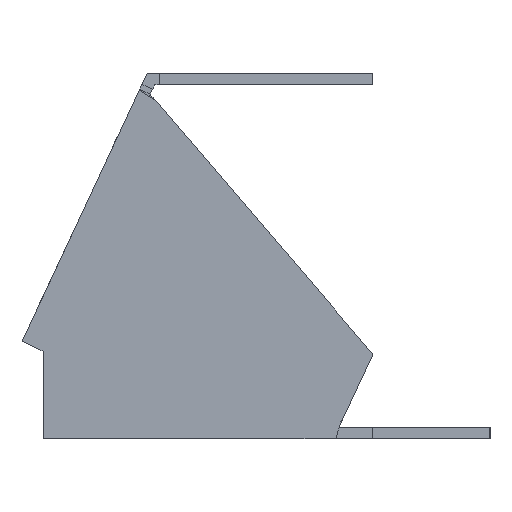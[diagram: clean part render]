
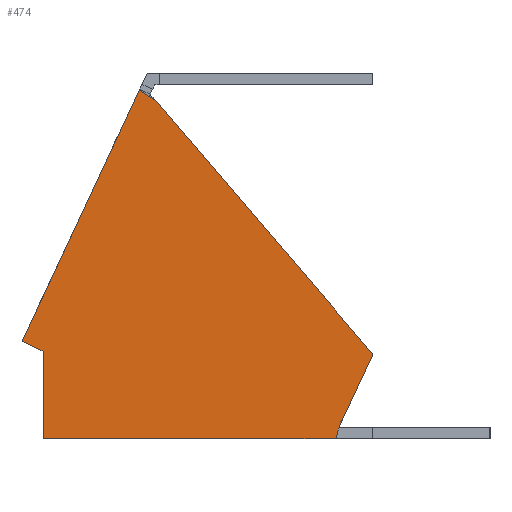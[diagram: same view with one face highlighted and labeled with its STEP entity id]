
A CAD part, left-side view. The second image highlights one B-rep face of the part: STEP entity #474.
In plain terms, the highlighted planar face has unit normal (-1, 0, 0).
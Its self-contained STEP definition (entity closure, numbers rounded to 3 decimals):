
#53 = CARTESIAN_POINT ( 'NONE',  ( -126.5, 14.277, -34.167 ) ) ;
#72 = EDGE_CURVE ( 'NONE', #2997, #434, #1420, .T. ) ;
#110 = VECTOR ( 'NONE', #3613, 1000. ) ;
#128 = CARTESIAN_POINT ( 'NONE',  ( -126.5, -28., -34.524 ) ) ;
#132 = VERTEX_POINT ( 'NONE', #463 ) ;
#144 = LINE ( 'NONE', #128, #3862 ) ;
#163 = CARTESIAN_POINT ( 'NONE',  ( -126.5, 14.277, -42.9 ) ) ;
#186 = EDGE_CURVE ( 'NONE', #1921, #434, #1943, .T. ) ;
#208 = PLANE ( 'NONE',  #3025 ) ;
#216 = CARTESIAN_POINT ( 'NONE',  ( -126.5, 14.731, -33.956 ) ) ;
#233 = ORIENTED_EDGE ( 'NONE', *, *, #3769, .F. ) ;
#253 = CARTESIAN_POINT ( 'NONE',  ( -126.5, 1.973, -0.681 ) ) ;
#259 = CARTESIAN_POINT ( 'NONE',  ( -126.5, -28., -34.524 ) ) ;
#290 = ORIENTED_EDGE ( 'NONE', *, *, #186, .F. ) ;
#311 = LINE ( 'NONE', #1503, #110 ) ;
#409 = CARTESIAN_POINT ( 'NONE',  ( -126.5, -23.908, -43.3 ) ) ;
#434 = VERTEX_POINT ( 'NONE', #253 ) ;
#444 = DIRECTION ( 'NONE',  ( 0., -0.423, 0.906 ) ) ;
#463 = CARTESIAN_POINT ( 'NONE',  ( -126.5, 14.277, -42.9 ) ) ;
#474 = ADVANCED_FACE ( 'NONE', ( #2314 ), #208, .F. ) ;
#501 = VERTEX_POINT ( 'NONE', #638 ) ;
#623 = CARTESIAN_POINT ( 'NONE',  ( -126.5, -0.158, -2.028 ) ) ;
#638 = CARTESIAN_POINT ( 'NONE',  ( -126.5, -23.27, -45.4 ) ) ;
#684 = ORIENTED_EDGE ( 'NONE', *, *, #948, .F. ) ;
#702 = CARTESIAN_POINT ( 'NONE',  ( -126.5, -24.094, -42.9 ) ) ;
#747 = LINE ( 'NONE', #1625, #839 ) ;
#839 = VECTOR ( 'NONE', #2257, 1000. ) ;
#907 = VERTEX_POINT ( 'NONE', #216 ) ;
#929 = VERTEX_POINT ( 'NONE', #259 ) ;
#948 = EDGE_CURVE ( 'NONE', #907, #1921, #3800, .T. ) ;
#964 = VECTOR ( 'NONE', #444, 1000. ) ;
#981 = VECTOR ( 'NONE', #2960, 1000. ) ;
#1009 = CARTESIAN_POINT ( 'NONE',  ( -126.5, -23.443, -44.533 ) ) ;
#1044 = DIRECTION ( 'NONE',  ( 0., 0.651, 0.759 ) ) ;
#1071 = CARTESIAN_POINT ( 'NONE',  ( -126.5, -23.342, -44.962 ) ) ;
#1225 = CARTESIAN_POINT ( 'NONE',  ( -126.5, 1.605, -0.882 ) ) ;
#1420 = B_SPLINE_CURVE_WITH_KNOTS ( 'NONE', 3,
 ( #623, #3005, #1519, #2709, #1225, #3612 ),
 .UNSPECIFIED., .F., .F.,
 ( 4, 2, 4 ),
 ( 0., 0.001, 0.003 ),
 .UNSPECIFIED. ) ;
#1503 = CARTESIAN_POINT ( 'NONE',  ( -126.5, 15.637, -33.533 ) ) ;
#1519 = CARTESIAN_POINT ( 'NONE',  ( -126.5, 0.53, -1.544 ) ) ;
#1577 = EDGE_CURVE ( 'NONE', #132, #1776, #1958, .T. ) ;
#1625 = CARTESIAN_POINT ( 'NONE',  ( -126.5, -36.223, -16.891 ) ) ;
#1665 = VERTEX_POINT ( 'NONE', #3565 ) ;
#1776 = VERTEX_POINT ( 'NONE', #2204 ) ;
#1791 = LINE ( 'NONE', #53, #981 ) ;
#1854 = DIRECTION ( 'NONE',  ( 0., -1., 0. ) ) ;
#1913 = VECTOR ( 'NONE', #2520, 1000. ) ;
#1919 = CARTESIAN_POINT ( 'NONE',  ( -126.5, 16.996, -32.899 ) ) ;
#1921 = VERTEX_POINT ( 'NONE', #1919 ) ;
#1937 = ORIENTED_EDGE ( 'NONE', *, *, #2764, .T. ) ;
#1943 = LINE ( 'NONE', #1962, #964 ) ;
#1958 = LINE ( 'NONE', #163, #1913 ) ;
#1962 = CARTESIAN_POINT ( 'NONE',  ( -126.5, 1.359, 0.634 ) ) ;
#2050 = CARTESIAN_POINT ( 'NONE',  ( -126.5, 15.637, -33.533 ) ) ;
#2061 = CARTESIAN_POINT ( 'NONE',  ( -126.5, 0., 0. ) ) ;
#2180 = CARTESIAN_POINT ( 'NONE',  ( -126.5, -23.27, -45.4 ) ) ;
#2204 = CARTESIAN_POINT ( 'NONE',  ( -126.5, 14.277, -45.4 ) ) ;
#2211 = VECTOR ( 'NONE', #3226, 1000. ) ;
#2257 = DIRECTION ( 'NONE',  ( 0., 0.423, -0.906 ) ) ;
#2270 = EDGE_LOOP ( 'NONE', ( #2732, #3178, #290, #684, #3031, #3736, #2487, #3269, #1937, #233 ) ) ;
#2314 = FACE_OUTER_BOUND ( 'NONE', #2270, .T. ) ;
#2345 = VECTOR ( 'NONE', #1854, 1000. ) ;
#2487 = ORIENTED_EDGE ( 'NONE', *, *, #1577, .T. ) ;
#2520 = DIRECTION ( 'NONE',  ( 0., 0., -1. ) ) ;
#2578 = EDGE_CURVE ( 'NONE', #1776, #501, #3675, .T. ) ;
#2629 = DIRECTION ( 'NONE',  ( 0., -1., 0. ) ) ;
#2692 = CARTESIAN_POINT ( 'NONE',  ( -126.5, -0.158, -2.028 ) ) ;
#2709 = CARTESIAN_POINT ( 'NONE',  ( -126.5, 1.241, -1.093 ) ) ;
#2732 = ORIENTED_EDGE ( 'NONE', *, *, #3540, .T. ) ;
#2764 = EDGE_CURVE ( 'NONE', #501, #3745, #3532, .T. ) ;
#2960 = DIRECTION ( 'NONE',  ( 0., 0., 1. ) ) ;
#2985 = EDGE_CURVE ( 'NONE', #1665, #907, #311, .T. ) ;
#2997 = VERTEX_POINT ( 'NONE', #2692 ) ;
#3005 = CARTESIAN_POINT ( 'NONE',  ( -126.5, 0.186, -1.785 ) ) ;
#3025 = AXIS2_PLACEMENT_3D ( 'NONE', #2061, #3497, #2629 ) ;
#3031 = ORIENTED_EDGE ( 'NONE', *, *, #2985, .F. ) ;
#3178 = ORIENTED_EDGE ( 'NONE', *, *, #72, .T. ) ;
#3226 = DIRECTION ( 'NONE',  ( 0., 0.906, 0.423 ) ) ;
#3269 = ORIENTED_EDGE ( 'NONE', *, *, #2578, .T. ) ;
#3359 = CARTESIAN_POINT ( 'NONE',  ( -126.5, 0., -45.4 ) ) ;
#3361 = EDGE_CURVE ( 'NONE', #132, #1665, #1791, .T. ) ;
#3497 = DIRECTION ( 'NONE',  ( 1., 0., 0. ) ) ;
#3532 = B_SPLINE_CURVE_WITH_KNOTS ( 'NONE', 3,
 ( #2180, #1071, #1009, #3709, #409, #702 ),
 .UNSPECIFIED., .F., .F.,
 ( 4, 2, 4 ),
 ( 0.006, 0.007, 0.008 ),
 .UNSPECIFIED. ) ;
#3540 = EDGE_CURVE ( 'NONE', #929, #2997, #144, .T. ) ;
#3565 = CARTESIAN_POINT ( 'NONE',  ( -126.5, 14.277, -34.167 ) ) ;
#3612 = CARTESIAN_POINT ( 'NONE',  ( -126.5, 1.973, -0.681 ) ) ;
#3613 = DIRECTION ( 'NONE',  ( 0., 0.906, 0.423 ) ) ;
#3675 = LINE ( 'NONE', #3359, #2345 ) ;
#3678 = CARTESIAN_POINT ( 'NONE',  ( -126.5, -24.094, -42.9 ) ) ;
#3709 = CARTESIAN_POINT ( 'NONE',  ( -126.5, -23.725, -43.702 ) ) ;
#3736 = ORIENTED_EDGE ( 'NONE', *, *, #3361, .F. ) ;
#3745 = VERTEX_POINT ( 'NONE', #3678 ) ;
#3769 = EDGE_CURVE ( 'NONE', #929, #3745, #747, .T. ) ;
#3800 = LINE ( 'NONE', #2050, #2211 ) ;
#3862 = VECTOR ( 'NONE', #1044, 1000. ) ;
